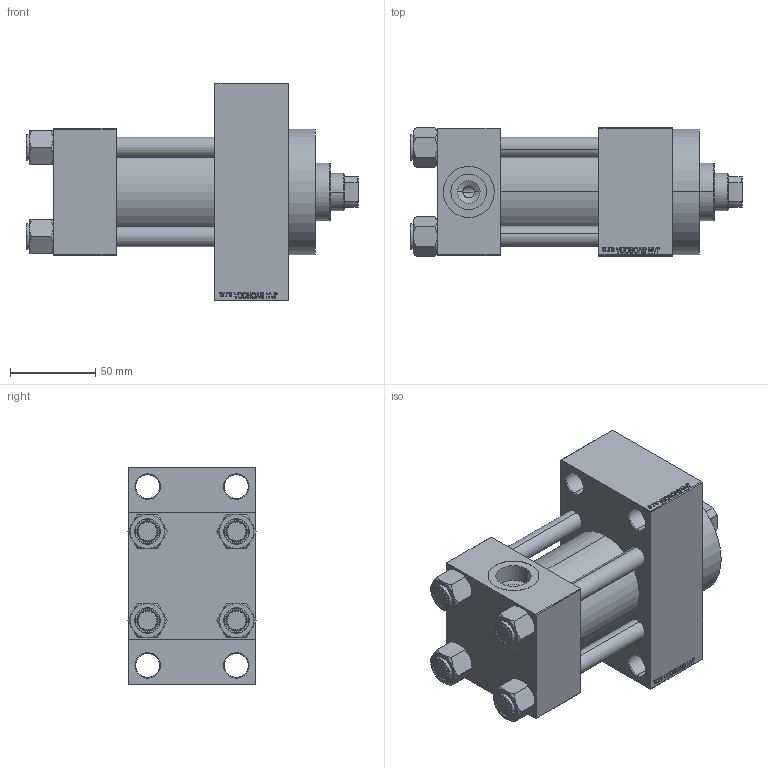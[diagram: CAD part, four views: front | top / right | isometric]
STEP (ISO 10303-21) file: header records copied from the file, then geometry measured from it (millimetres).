
FILE_DESCRIPTION (( 'STEP AP203' ), '1' );
FILE_NAME ('4b32.STEP', '2023-08-22T16:59:08', ( '' ), ( '' ), 'SwSTEP 2.0', 'SolidWorks 2019', '' );
FILE_SCHEMA (( 'CONFIG_CONTROL_DESIGN' ));
Length unit declared in the file: millimetre
Products named in the file (6): V215CR_VCP_D ba24ee1ef3ebb19eddf7c4605f32c761; V215CR_D_Body ba24ee1ef3ebb19eddf7c4605f32c761; 4b32; V215CR_D_TYCINKA ba24ee1ef3ebb19eddf7c4605f32c761; V215_VC_A ba24ee1ef3ebb19eddf7c4605f32c761; NUT_M5_D ba24ee1ef3ebb19eddf7c4605f32c761
Assembly tree (11 placements, depth 2):
  4b32
    V215CR_D_Body ba24ee1ef3ebb19eddf7c4605f32c761
    V215CR_VCP_D ba24ee1ef3ebb19eddf7c4605f32c761
    NUT_M5_D ba24ee1ef3ebb19eddf7c4605f32c761  x4
    V215CR_D_TYCINKA ba24ee1ef3ebb19eddf7c4605f32c761  x4
    V215_VC_A ba24ee1ef3ebb19eddf7c4605f32c761
Bounding box: 195 x 75.54 x 128 mm (x, y, z)
Volume: 806661.9 mm3; surface area: 164941.9 mm2
Topology: 11 solids, 11 shells, 1103 faces, 2753 edges, 1783 vertices
Faces by surface type: plane 497, bspline 368, cone 142, cylinder 88, torus 8
Entity records: 47239 total; most frequent: CARTESIAN_POINT 25084, ORIENTED_EDGE 4998, DIRECTION 3195, EDGE_CURVE 2499, VERTEX_POINT 1639, VECTOR 1503, LINE 1503, EDGE_LOOP 1114
